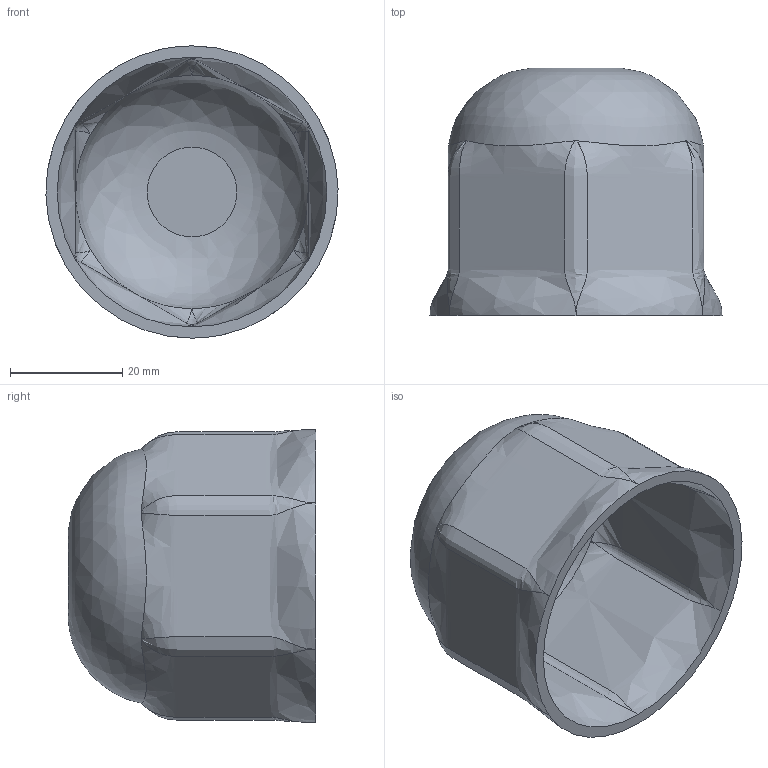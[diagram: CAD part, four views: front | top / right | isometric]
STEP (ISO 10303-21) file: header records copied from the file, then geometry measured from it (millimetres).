
FILE_DESCRIPTION(/* description */ (''),/* implementation_level */ '2;1');
FILE_NAME(/* name */ 'Schutzkappe M24.stp',/* time_stamp */ '2018-04-16T13:06:39+02:00',/* author */ ('Leon Schnieders'),/* organization */ (''),/* preprocessor_version */ 'ST-DEVELOPER v16.5',/* originating_system */ 'Autodesk Inventor 2017',/* authorisation */ '');
FILE_SCHEMA (('AUTOMOTIVE_DESIGN { 1 0 10303 214 3 1 1 }'));
Length unit declared in the file: millimetre
Products named in the file (1): Schutzmuffe M24
Bounding box: 51.99 x 44 x 52 mm (x, y, z)
Volume: 13763.3 mm3; surface area: 14093.6 mm2
Topology: 1 solids, 1 shells, 29 faces, 162 edges, 118 vertices
Faces by surface type: bspline 26, plane 3
Entity records: 6987 total; most frequent: CARTESIAN_POINT 6001, ORIENTED_EDGE 288, EDGE_CURVE 144, VERTEX_POINT 118, DIRECTION 100, B_SPLINE_CURVE_WITH_KNOTS 96, AXIS2_PLACEMENT_3D 50, CIRCLE 40
